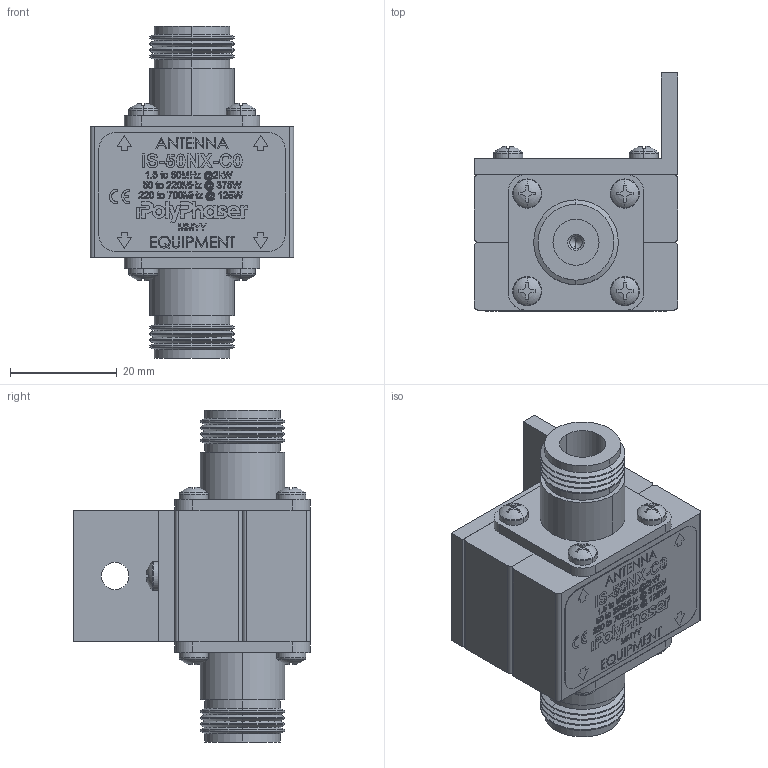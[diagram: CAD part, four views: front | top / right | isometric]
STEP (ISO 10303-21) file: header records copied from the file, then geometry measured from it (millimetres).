
FILE_DESCRIPTION (( 'STEP AP214' ), '1' );
FILE_NAME ('IS-50NX-C0.STEP', '2018-03-08T17:34:14', ( '' ), ( '' ), 'SwSTEP 2.0', 'SolidWorks 2016', '' );
FILE_SCHEMA (( 'AUTOMOTIVE_DESIGN' ));
Length unit declared in the file: inch
Products named in the file (13): Solder_2600-163; 9040-0575; 4033-0106; 2011-6100-02; 5100-0006; 5230-0002; 7020-0064; 2011-6100-01; 1081-0251-05; 9030-0084; Solder_2600-166; 5100-0007; IS-50NX-C0
Assembly tree (19 placements, depth 3):
  Solder_2600-163
  Solder_2600-166
  IS-50NX-C0
    9030-0084
      5100-0007
    1081-0251-05  x10
    2011-6100-01
    7020-0064
    5230-0002
    5100-0006
    9040-0575
      2011-6100-02
      4033-0106
Bounding box: 38.1 x 44.58 x 62.23 mm (x, y, z)
Volume: 30714.4 mm3; surface area: 20295.6 mm2
Topology: 17 solids, 17 shells, 2572 faces, 6337 edges, 3914 vertices
Faces by surface type: plane 1001, cone 564, cylinder 514, bspline 447, torus 46
Entity records: 88021 total; most frequent: CARTESIAN_POINT 34073, ORIENTED_EDGE 8478, DIRECTION 6205, EDGE_CURVE 4239, VECTOR 2831, LINE 2831, VERTEX_POINT 2771, EDGE_LOOP 1776
